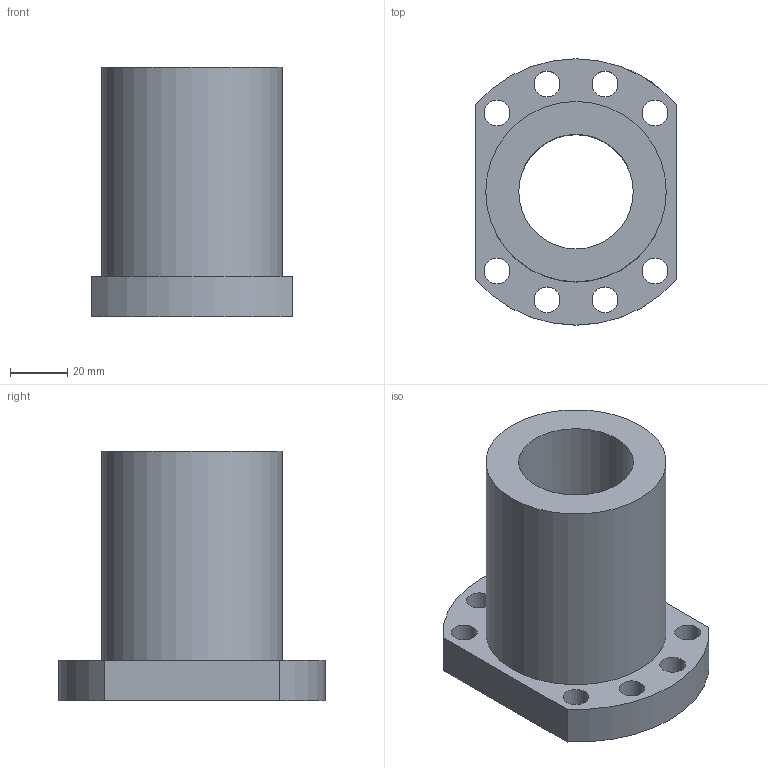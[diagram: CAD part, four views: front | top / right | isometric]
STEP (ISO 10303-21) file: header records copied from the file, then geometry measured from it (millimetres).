
FILE_DESCRIPTION(/* description */ (''),/* implementation_level */ '2;1');
FILE_NAME(/* name */ '40-10T4',/* time_stamp */ '2007-05-17T17:55:36+08:00',/* author */ (''),/* organization */ (''),/* preprocessor_version */ 'ST-DEVELOPER v9',/* originating_system */ 'UGS - NX 4.0',/* authorisation */ '');
FILE_SCHEMA (('CONFIG_CONTROL_DESIGN'));
Length unit declared in the file: millimetre
Products named in the file (1): 40-10T4
Bounding box: 70 x 93 x 87 mm (x, y, z)
Volume: 191818.5 mm3; surface area: 41086.5 mm2
Topology: 1 solids, 1 shells, 20 faces, 48 edges, 32 vertices
Faces by surface type: cylinder 14, plane 6
Full cylindrical faces by diameter (mm): 6 x1, 8 x1, 9 x8, 40 x1, 63 x1
Entity records: 774 total; most frequent: CARTESIAN_POINT 203, DIRECTION 102, ORIENTED_EDGE 72, EDGE_LOOP 54, AXIS2_PLACEMENT_3D 47, FACE_BOUND 46, EDGE_CURVE 36, VERTEX_POINT 32
